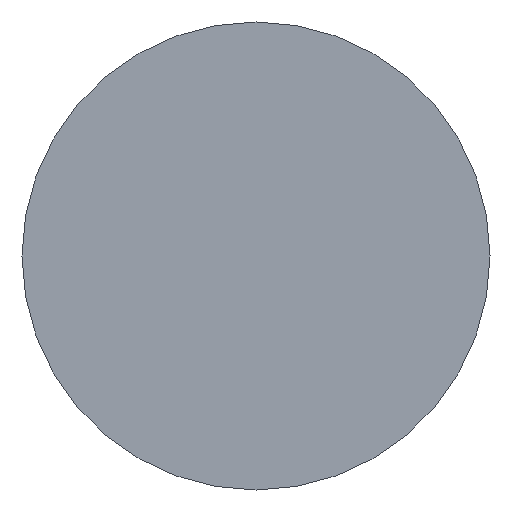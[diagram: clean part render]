
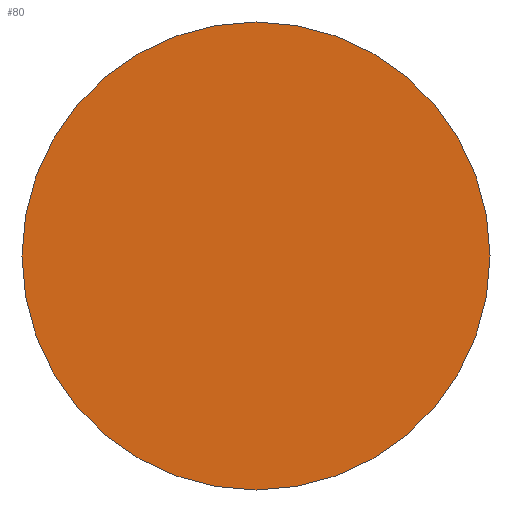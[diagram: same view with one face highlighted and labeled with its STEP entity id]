
A CAD part, front view. The second image highlights one B-rep face of the part: STEP entity #80.
In plain terms, the highlighted planar face has unit normal (0, -1, 0).
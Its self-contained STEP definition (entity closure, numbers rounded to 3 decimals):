
#9 = EDGE_CURVE ( 'NONE', #132, #72, #12, .T. ) ;
#12 = CIRCLE ( 'NONE', #81, 9.15 ) ;
#16 = DIRECTION ( 'NONE',  ( 0., 1., 0. ) ) ;
#20 = FACE_OUTER_BOUND ( 'NONE', #63, .T. ) ;
#26 = CARTESIAN_POINT ( 'NONE',  ( 0., 0., 0. ) ) ;
#34 = PLANE ( 'NONE',  #137 ) ;
#36 = CARTESIAN_POINT ( 'NONE',  ( 0., 0., 0. ) ) ;
#37 = EDGE_CURVE ( 'NONE', #72, #132, #139, .T. ) ;
#57 = ORIENTED_EDGE ( 'NONE', *, *, #9, .F. ) ;
#59 = DIRECTION ( 'NONE',  ( 0., 0., 1. ) ) ;
#63 = EDGE_LOOP ( 'NONE', ( #118, #57 ) ) ;
#72 = VERTEX_POINT ( 'NONE', #133 ) ;
#80 = ADVANCED_FACE ( 'NONE', ( #20 ), #34, .F. ) ;
#81 = AXIS2_PLACEMENT_3D ( 'NONE', #26, #16, #59 ) ;
#85 = DIRECTION ( 'NONE',  ( 0., 0., 1. ) ) ;
#98 = AXIS2_PLACEMENT_3D ( 'NONE', #113, #134, #107 ) ;
#107 = DIRECTION ( 'NONE',  ( 0., 0., 1. ) ) ;
#110 = DIRECTION ( 'NONE',  ( 0., 1., 0. ) ) ;
#113 = CARTESIAN_POINT ( 'NONE',  ( 0., 0., 0. ) ) ;
#118 = ORIENTED_EDGE ( 'NONE', *, *, #37, .F. ) ;
#124 = CARTESIAN_POINT ( 'NONE',  ( 0., 0., 9.15 ) ) ;
#132 = VERTEX_POINT ( 'NONE', #124 ) ;
#133 = CARTESIAN_POINT ( 'NONE',  ( 0., 0., -9.15 ) ) ;
#134 = DIRECTION ( 'NONE',  ( 0., 1., 0. ) ) ;
#137 = AXIS2_PLACEMENT_3D ( 'NONE', #36, #110, #85 ) ;
#139 = CIRCLE ( 'NONE', #98, 9.15 ) ;
